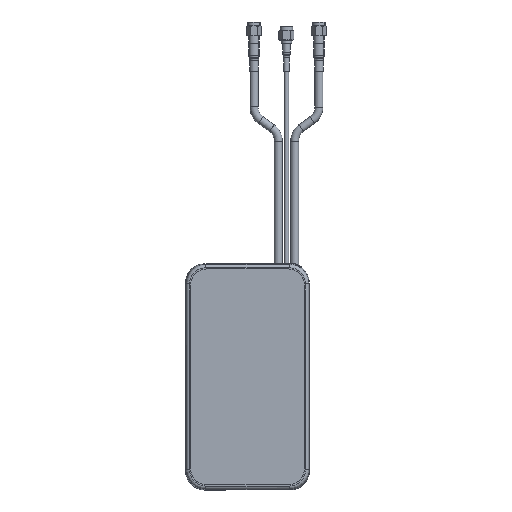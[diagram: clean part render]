
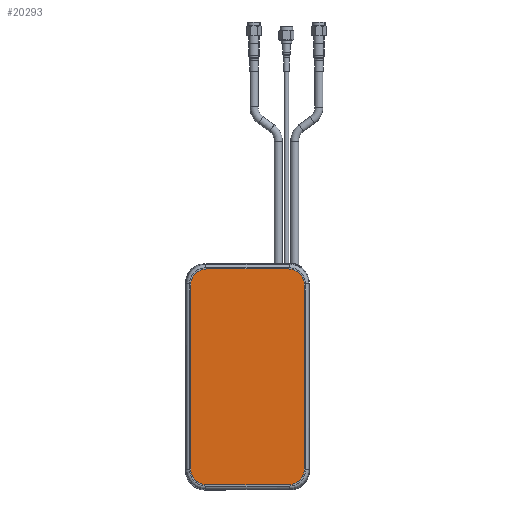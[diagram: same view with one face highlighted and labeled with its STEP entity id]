
A CAD part, front view. The second image highlights one B-rep face of the part: STEP entity #20293.
In plain terms, the highlighted planar face has unit normal (0, -1, 0).
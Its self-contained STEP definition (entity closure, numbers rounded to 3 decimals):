
#104 = CARTESIAN_POINT ( 'NONE',  ( -35., -9., -66.5 ) ) ;
#516 = VERTEX_POINT ( 'NONE', #8145 ) ;
#589 = ORIENTED_EDGE ( 'NONE', *, *, #18163, .F. ) ;
#613 = VECTOR ( 'NONE', #18198, 1000. ) ;
#1792 = CIRCLE ( 'NONE', #10405, 10. ) ;
#2065 = DIRECTION ( 'NONE',  ( 0., 0., 1. ) ) ;
#2784 = DIRECTION ( 'NONE',  ( 0., 1., 0. ) ) ;
#3094 = VERTEX_POINT ( 'NONE', #14459 ) ;
#3354 = LINE ( 'NONE', #104, #4955 ) ;
#3751 = CARTESIAN_POINT ( 'NONE',  ( -25., -9., 56.5 ) ) ;
#3929 = DIRECTION ( 'NONE',  ( 0., 1., 0. ) ) ;
#3995 = DIRECTION ( 'NONE',  ( 0., 0., -1. ) ) ;
#4307 = ORIENTED_EDGE ( 'NONE', *, *, #15467, .F. ) ;
#4955 = VECTOR ( 'NONE', #2065, 1000. ) ;
#5422 = FACE_OUTER_BOUND ( 'NONE', #17486, .T. ) ;
#6538 = ORIENTED_EDGE ( 'NONE', *, *, #14968, .F. ) ;
#6965 = VERTEX_POINT ( 'NONE', #11283 ) ;
#7241 = AXIS2_PLACEMENT_3D ( 'NONE', #19225, #3929, #3995 ) ;
#7242 = DIRECTION ( 'NONE',  ( 0., 0., -1. ) ) ;
#7306 = ORIENTED_EDGE ( 'NONE', *, *, #14818, .F. ) ;
#7412 = DIRECTION ( 'NONE',  ( -1., 0., 0. ) ) ;
#8145 = CARTESIAN_POINT ( 'NONE',  ( -35., -9., -56.5 ) ) ;
#8531 = LINE ( 'NONE', #17658, #16239 ) ;
#8790 = CARTESIAN_POINT ( 'NONE',  ( 25., -9., 66.5 ) ) ;
#8863 = CARTESIAN_POINT ( 'NONE',  ( 35., -9., 56.5 ) ) ;
#9308 = CARTESIAN_POINT ( 'NONE',  ( -25., -9., 66.5 ) ) ;
#9442 = CIRCLE ( 'NONE', #20567, 10. ) ;
#9479 = VERTEX_POINT ( 'NONE', #8863 ) ;
#9633 = ORIENTED_EDGE ( 'NONE', *, *, #20179, .F. ) ;
#9762 = CARTESIAN_POINT ( 'NONE',  ( 35., -9., 66.5 ) ) ;
#10405 = AXIS2_PLACEMENT_3D ( 'NONE', #19532, #21321, #19006 ) ;
#11283 = CARTESIAN_POINT ( 'NONE',  ( -25., -9., -66.5 ) ) ;
#11309 = CARTESIAN_POINT ( 'NONE',  ( -35., -9., 56.5 ) ) ;
#11458 = VERTEX_POINT ( 'NONE', #9308 ) ;
#11597 = CIRCLE ( 'NONE', #16809, 10. ) ;
#11615 = VECTOR ( 'NONE', #19895, 1000. ) ;
#14390 = DIRECTION ( 'NONE',  ( 0., 0., -1. ) ) ;
#14459 = CARTESIAN_POINT ( 'NONE',  ( 25., -9., -66.5 ) ) ;
#14728 = LINE ( 'NONE', #9762, #613 ) ;
#14818 = EDGE_CURVE ( 'NONE', #11458, #16056, #20180, .T. ) ;
#14968 = EDGE_CURVE ( 'NONE', #516, #17393, #3354, .T. ) ;
#15149 = EDGE_CURVE ( 'NONE', #16056, #9479, #11597, .T. ) ;
#15295 = CARTESIAN_POINT ( 'NONE',  ( 35., -9., -56.5 ) ) ;
#15467 = EDGE_CURVE ( 'NONE', #17950, #3094, #1792, .T. ) ;
#15932 = ORIENTED_EDGE ( 'NONE', *, *, #15149, .F. ) ;
#15984 = AXIS2_PLACEMENT_3D ( 'NONE', #20245, #18418, #20168 ) ;
#16056 = VERTEX_POINT ( 'NONE', #8790 ) ;
#16146 = EDGE_CURVE ( 'NONE', #17393, #11458, #9442, .T. ) ;
#16239 = VECTOR ( 'NONE', #7412, 1000. ) ;
#16809 = AXIS2_PLACEMENT_3D ( 'NONE', #21420, #2784, #14390 ) ;
#16875 = CIRCLE ( 'NONE', #7241, 10. ) ;
#17393 = VERTEX_POINT ( 'NONE', #11309 ) ;
#17479 = DIRECTION ( 'NONE',  ( 0., 1., 0. ) ) ;
#17486 = EDGE_LOOP ( 'NONE', ( #4307, #9633, #15932, #7306, #17735, #6538, #18106, #589 ) ) ;
#17658 = CARTESIAN_POINT ( 'NONE',  ( 35., -9., -66.5 ) ) ;
#17735 = ORIENTED_EDGE ( 'NONE', *, *, #16146, .F. ) ;
#17950 = VERTEX_POINT ( 'NONE', #15295 ) ;
#18106 = ORIENTED_EDGE ( 'NONE', *, *, #19561, .F. ) ;
#18163 = EDGE_CURVE ( 'NONE', #3094, #6965, #8531, .T. ) ;
#18198 = DIRECTION ( 'NONE',  ( 0., 0., -1. ) ) ;
#18418 = DIRECTION ( 'NONE',  ( 0., 1., 0. ) ) ;
#19006 = DIRECTION ( 'NONE',  ( 0., 0., -1. ) ) ;
#19225 = CARTESIAN_POINT ( 'NONE',  ( -25., -9., -56.5 ) ) ;
#19532 = CARTESIAN_POINT ( 'NONE',  ( 25., -9., -56.5 ) ) ;
#19561 = EDGE_CURVE ( 'NONE', #6965, #516, #16875, .T. ) ;
#19895 = DIRECTION ( 'NONE',  ( 1., 0., 0. ) ) ;
#20082 = PLANE ( 'NONE',  #15984 ) ;
#20168 = DIRECTION ( 'NONE',  ( 0., 0., 1. ) ) ;
#20179 = EDGE_CURVE ( 'NONE', #9479, #17950, #14728, .T. ) ;
#20180 = LINE ( 'NONE', #21609, #11615 ) ;
#20245 = CARTESIAN_POINT ( 'NONE',  ( 0., -9., 0. ) ) ;
#20293 = ADVANCED_FACE ( 'NONE', ( #5422 ), #20082, .F. ) ;
#20567 = AXIS2_PLACEMENT_3D ( 'NONE', #3751, #17479, #7242 ) ;
#21321 = DIRECTION ( 'NONE',  ( 0., 1., 0. ) ) ;
#21420 = CARTESIAN_POINT ( 'NONE',  ( 25., -9., 56.5 ) ) ;
#21609 = CARTESIAN_POINT ( 'NONE',  ( -35., -9., 66.5 ) ) ;
